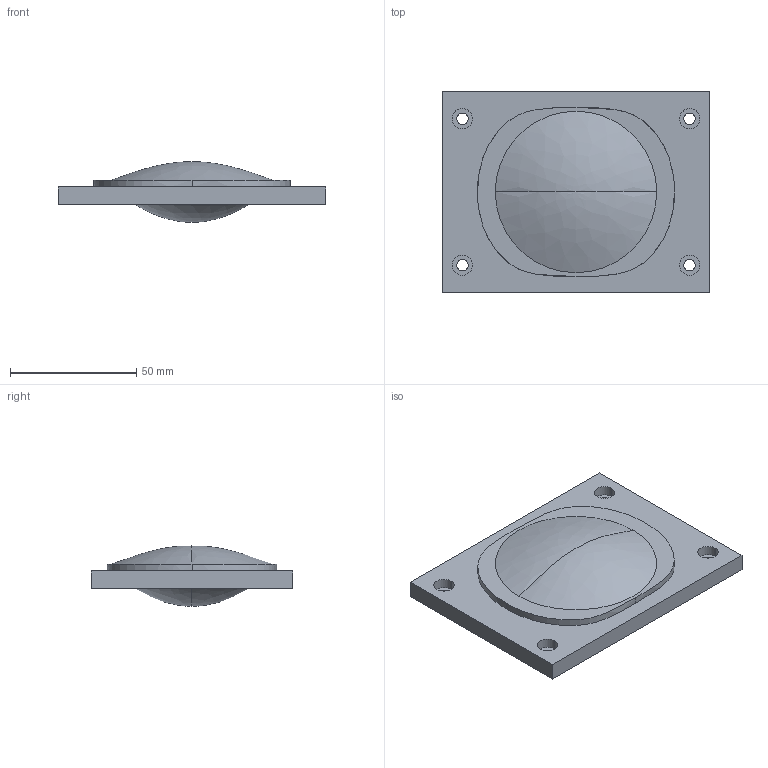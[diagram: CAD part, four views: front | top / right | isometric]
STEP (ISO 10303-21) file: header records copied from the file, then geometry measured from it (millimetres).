
FILE_DESCRIPTION (( 'STEP AP214' ), '1' );
FILE_NAME ('F50_PTFE_Teratonics.STEP', '2021-04-07T09:41:50', ( '' ), ( '' ), 'SwSTEP 2.0', 'SolidWorks 2019', '' );
FILE_SCHEMA (( 'AUTOMOTIVE_DESIGN' ));
Length unit declared in the file: millimetre
Products named in the file (1): F50_PTFE_Teratonics
Bounding box: 106 x 80 x 24 mm (x, y, z)
Volume: 78471.9 mm3; surface area: 22903.3 mm2
Topology: 1 solids, 1 shells, 43 faces, 111 edges, 73 vertices
Faces by surface type: cylinder 16, bspline 14, plane 13
Entity records: 2260 total; most frequent: CARTESIAN_POINT 1159, ORIENTED_EDGE 214, DIRECTION 172, EDGE_CURVE 107, VERTEX_POINT 73, AXIS2_PLACEMENT_3D 68, EDGE_LOOP 58, ADVANCED_FACE 43
